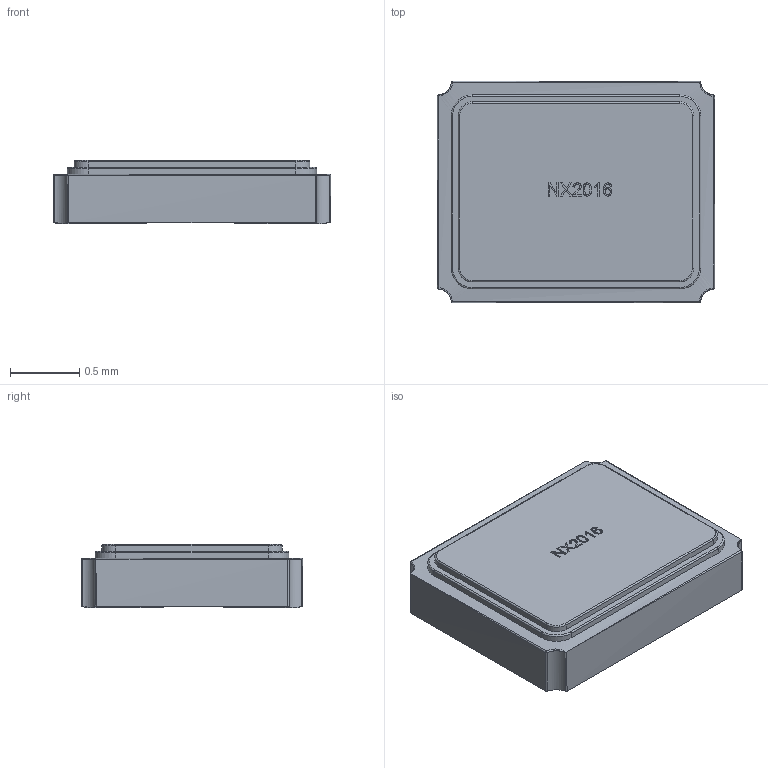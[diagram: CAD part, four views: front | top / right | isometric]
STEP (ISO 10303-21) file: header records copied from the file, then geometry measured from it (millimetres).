
FILE_DESCRIPTION (( 'STEP AP214' ), '1' );
FILE_NAME ('User Library-050008031.STEP', '2020-01-16T10:17:06', ( '' ), ( '' ), 'SwSTEP 2.0', 'SolidWorks 2019', '' );
FILE_SCHEMA (( 'AUTOMOTIVE_DESIGN' ));
Length unit declared in the file: millimetre
Products named in the file (1): User Library-050008031
Bounding box: 2 x 1.6 x 0.46 mm (x, y, z)
Surface area: 9.6 mm2 (no closed solid volume)
Topology: 0 solids, 1 shells, 203 faces, 569 edges, 364 vertices
Faces by surface type: plane 86, bspline 85, cylinder 32
Entity records: 8051 total; most frequent: CARTESIAN_POINT 2312, ORIENTED_EDGE 1110, DIRECTION 709, EDGE_CURVE 561, VERTEX_POINT 362, LINE 319, VECTOR 319, EDGE_LOOP 217
